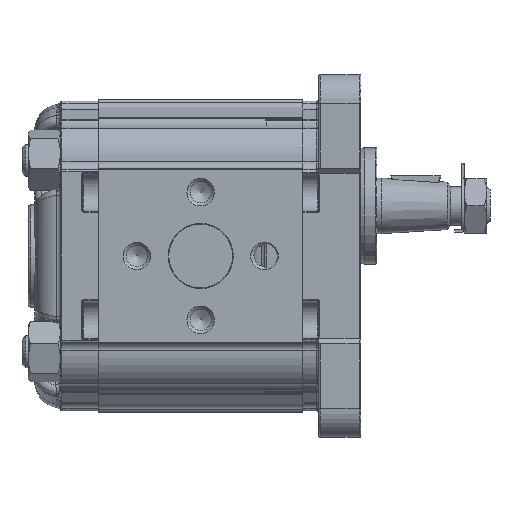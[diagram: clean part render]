
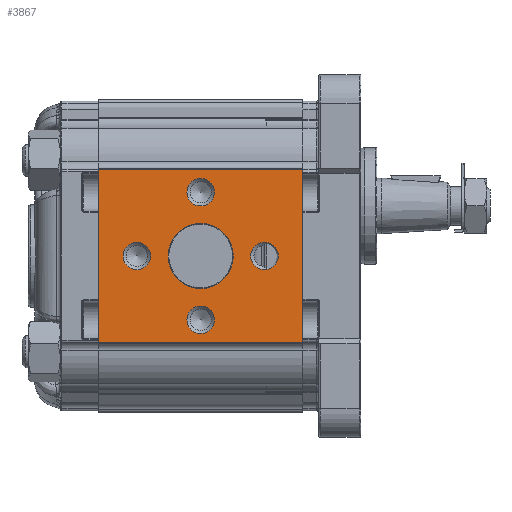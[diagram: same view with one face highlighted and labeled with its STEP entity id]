
A CAD part, left-side view. The second image highlights one B-rep face of the part: STEP entity #3867.
In plain terms, the highlighted planar face has unit normal (-1, 0, 0).
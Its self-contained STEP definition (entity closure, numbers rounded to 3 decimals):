
#3867 = ADVANCED_FACE( '', ( #8104, #8105, #8106, #8107, #8108, #8109 ), #8110, .T. );
#8104 = FACE_BOUND( '', #14990, .T. );
#8105 = FACE_BOUND( '', #14991, .T. );
#8106 = FACE_BOUND( '', #14992, .T. );
#8107 = FACE_BOUND( '', #14993, .T. );
#8108 = FACE_BOUND( '', #14994, .T. );
#8109 = FACE_OUTER_BOUND( '', #14995, .T. );
#8110 = PLANE( '', #14996 );
#14990 = EDGE_LOOP( '', ( #26801 ) );
#14991 = EDGE_LOOP( '', ( #26802 ) );
#14992 = EDGE_LOOP( '', ( #26803 ) );
#14993 = EDGE_LOOP( '', ( #26804 ) );
#14994 = EDGE_LOOP( '', ( #26805 ) );
#14995 = EDGE_LOOP( '', ( #26806, #26807, #26808, #26809 ) );
#14996 = AXIS2_PLACEMENT_3D( '', #26810, #26811, #26812 );
#26801 = ORIENTED_EDGE( '', *, *, #30134, .T. );
#26802 = ORIENTED_EDGE( '', *, *, #33137, .T. );
#26803 = ORIENTED_EDGE( '', *, *, #32092, .T. );
#26804 = ORIENTED_EDGE( '', *, *, #32233, .T. );
#26805 = ORIENTED_EDGE( '', *, *, #30153, .T. );
#26806 = ORIENTED_EDGE( '', *, *, #29526, .F. );
#26807 = ORIENTED_EDGE( '', *, *, #32107, .F. );
#26808 = ORIENTED_EDGE( '', *, *, #30398, .T. );
#26809 = ORIENTED_EDGE( '', *, *, #33131, .T. );
#26810 = CARTESIAN_POINT( '', ( -43., 64., 27.048 ) );
#26811 = DIRECTION( '', ( -1., 0., 0. ) );
#26812 = DIRECTION( '', ( 0., 0., 1. ) );
#29526 = EDGE_CURVE( '', #35082, #35084, #35085, .T. );
#30134 = EDGE_CURVE( '', #36113, #36113, #36114, .F. );
#30153 = EDGE_CURVE( '', #36142, #36142, #36143, .F. );
#30398 = EDGE_CURVE( '', #36535, #36533, #36536, .T. );
#32092 = EDGE_CURVE( '', #38930, #38930, #38931, .F. );
#32107 = EDGE_CURVE( '', #36535, #35082, #38948, .T. );
#32233 = EDGE_CURVE( '', #39109, #39109, #39110, .F. );
#33131 = EDGE_CURVE( '', #36533, #35084, #40129, .T. );
#33137 = EDGE_CURVE( '', #40135, #40135, #40136, .F. );
#35082 = VERTEX_POINT( '', #44102 );
#35084 = VERTEX_POINT( '', #44104 );
#35085 = LINE( '', #44105, #44106 );
#36113 = VERTEX_POINT( '', #46131 );
#36114 = CIRCLE( '', #46132, 4.324 );
#36142 = VERTEX_POINT( '', #46179 );
#36143 = CIRCLE( '', #46180, 10.2 );
#36533 = VERTEX_POINT( '', #47001 );
#36535 = VERTEX_POINT( '', #47003 );
#36536 = LINE( '', #47004, #47005 );
#38930 = VERTEX_POINT( '', #52449 );
#38931 = CIRCLE( '', #52450, 4.324 );
#38948 = LINE( '', #52473, #52474 );
#39109 = VERTEX_POINT( '', #52762 );
#39110 = CIRCLE( '', #52763, 4.324 );
#40129 = LINE( '', #54750, #54751 );
#40135 = VERTEX_POINT( '', #54757 );
#40136 = CIRCLE( '', #54758, 4.324 );
#44102 = CARTESIAN_POINT( '', ( -43., 0., 27.048 ) );
#44104 = CARTESIAN_POINT( '', ( -43., 0., -27.048 ) );
#44105 = CARTESIAN_POINT( '', ( -43., 0., 27.048 ) );
#44106 = VECTOR( '', #56423, 1000. );
#46131 = CARTESIAN_POINT( '', ( -43., 12., 4.324 ) );
#46132 = AXIS2_PLACEMENT_3D( '', #57370, #57371, #57372 );
#46179 = CARTESIAN_POINT( '', ( -43., 32., 10.2 ) );
#46180 = AXIS2_PLACEMENT_3D( '', #57393, #57394, #57395 );
#47001 = CARTESIAN_POINT( '', ( -43., 64., -27.048 ) );
#47003 = CARTESIAN_POINT( '', ( -43., 64., 27.048 ) );
#47004 = CARTESIAN_POINT( '', ( -43., 64., 27.048 ) );
#47005 = VECTOR( '', #57697, 1000. );
#52449 = CARTESIAN_POINT( '', ( -43., 32., -15.677 ) );
#52450 = AXIS2_PLACEMENT_3D( '', #59501, #59502, #59503 );
#52473 = CARTESIAN_POINT( '', ( -43., 64., 27.048 ) );
#52474 = VECTOR( '', #59513, 1000. );
#52762 = CARTESIAN_POINT( '', ( -43., 32., 24.324 ) );
#52763 = AXIS2_PLACEMENT_3D( '', #59655, #59656, #59657 );
#54750 = CARTESIAN_POINT( '', ( -43., 64., -27.048 ) );
#54751 = VECTOR( '', #60412, 1000. );
#54757 = CARTESIAN_POINT( '', ( -43., 52., 4.324 ) );
#54758 = AXIS2_PLACEMENT_3D( '', #60413, #60414, #60415 );
#56423 = DIRECTION( '', ( 0., 0., -1. ) );
#57370 = CARTESIAN_POINT( '', ( -43., 12., 0. ) );
#57371 = DIRECTION( '', ( -1., 0., 0. ) );
#57372 = DIRECTION( '', ( 0., 0., 1. ) );
#57393 = CARTESIAN_POINT( '', ( -43., 32., 0. ) );
#57394 = DIRECTION( '', ( -1., 0., 0. ) );
#57395 = DIRECTION( '', ( 0., 0., 1. ) );
#57697 = DIRECTION( '', ( 0., 0., -1. ) );
#59501 = CARTESIAN_POINT( '', ( -43., 32., -20. ) );
#59502 = DIRECTION( '', ( -1., 0., 0. ) );
#59503 = DIRECTION( '', ( 0., 0., 1. ) );
#59513 = DIRECTION( '', ( 0., -1., 0. ) );
#59655 = CARTESIAN_POINT( '', ( -43., 32., 20. ) );
#59656 = DIRECTION( '', ( -1., 0., 0. ) );
#59657 = DIRECTION( '', ( 0., 0., 1. ) );
#60412 = DIRECTION( '', ( 0., -1., 0. ) );
#60413 = CARTESIAN_POINT( '', ( -43., 52., 0. ) );
#60414 = DIRECTION( '', ( -1., 0., 0. ) );
#60415 = DIRECTION( '', ( 0., 0., 1. ) );
